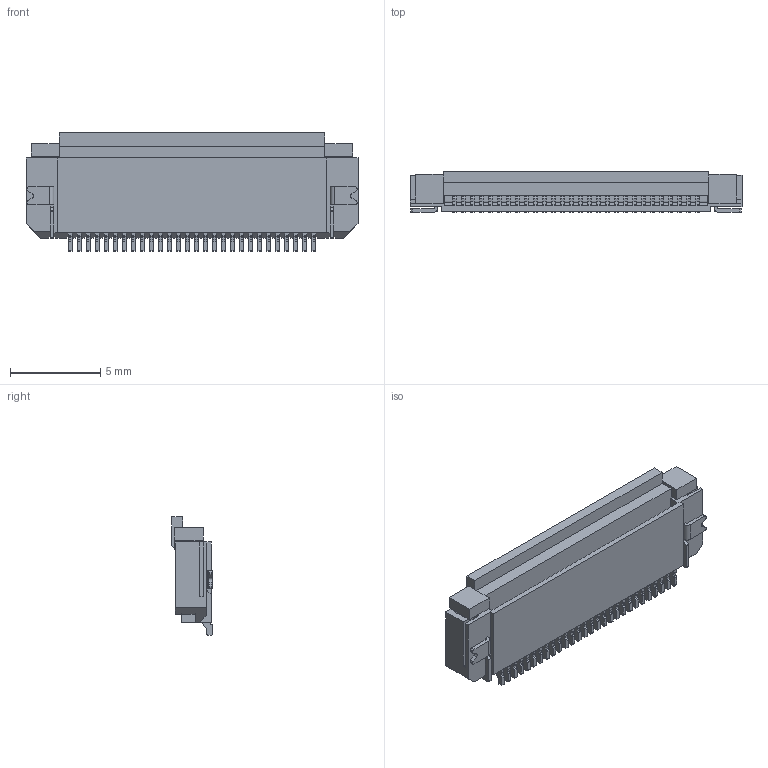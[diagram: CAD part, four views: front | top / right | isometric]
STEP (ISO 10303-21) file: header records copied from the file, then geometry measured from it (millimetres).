
FILE_DESCRIPTION((''),'2;1');
FILE_NAME('FFC05011-28P_REF','2021-02-23T',('gongcheng6'),(''),'PRO/ENGINEER BY PARAMETRIC TECHNOLOGY CORPORATION, 2010280','PRO/ENGINEER BY PARAMETRIC TECHNOLOGY CORPORATION, 2010280','');
FILE_SCHEMA(('CONFIG_CONTROL_DESIGN'));
Products named in the file (1): FFC05011-28P_REF
Bounding box: 18.4 x 2.25 x 6.57 mm (x, y, z)
Volume: 137.2 mm3; surface area: 581.2 mm2
Topology: 1 solids, 1 shells, 2474 faces, 7002 edges, 4520 vertices
Faces by surface type: plane 1709, cylinder 765
Entity records: 79536 total; most frequent: ORIENTED_EDGE 14004, CARTESIAN_POINT 13996, DIRECTION 13594, EDGE_CURVE 7002, VECTOR 5358, LINE 5358, VERTEX_POINT 4520, AXIS2_PLACEMENT_3D 4118
